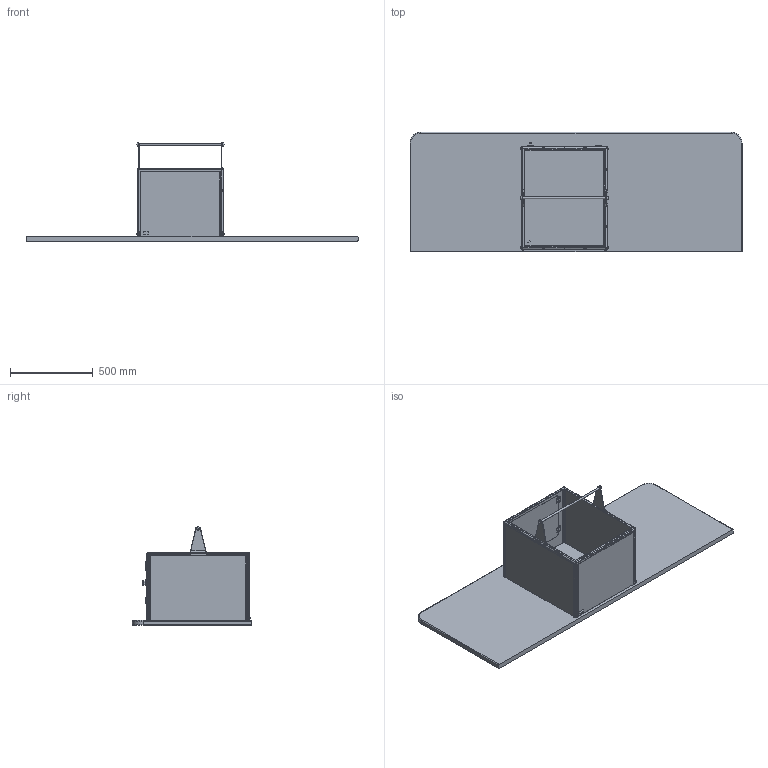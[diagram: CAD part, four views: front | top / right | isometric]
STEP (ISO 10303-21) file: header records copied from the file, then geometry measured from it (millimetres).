
FILE_DESCRIPTION(/* description */ (''),/* implementation_level */ '2;1');
FILE_NAME(/* name */ 'Umhausung_Prusa v30.step',/* time_stamp */ '2020-10-25T18:07:39+01:00',/* author */ (''),/* organization */ (''),/* preprocessor_version */ 'ST-DEVELOPER v18.1',/* originating_system */ 'Autodesk Translation Framework v9.3.0.1241',/* authorisation */ '');
FILE_SCHEMA (('AUTOMOTIVE_DESIGN { 1 0 10303 214 3 1 1 }'));
Length unit declared in the file: millimetre
Products named in the file (1): Umhausung_Prusa
Bounding box: 2000 x 720 x 593.3 mm (x, y, z)
Volume: 46577810.1 mm3; surface area: 5327678 mm2
Topology: 39 solids, 39 shells, 1178 faces, 2989 edges, 1874 vertices
Faces by surface type: plane 486, cylinder 430, bspline 166, torus 76, sphere 14, cone 6
Full cylindrical faces by diameter (mm): 2.4 x1, 2.6 x10, 2.8 x12, 2.9 x12, 3 x12, 3.1 x8, 3.4 x4, 3.5 x12, 6.033 x3, 7 x4, 7.6 x4, 10 x2, 10.5 x1, 12 x1, 12.05 x2, 20 x2
Entity records: 41819 total; most frequent: CARTESIAN_POINT 13366, ORIENTED_EDGE 5942, DIRECTION 5809, EDGE_CURVE 2971, AXIS2_PLACEMENT_3D 2132, VERTEX_POINT 1874, LINE 1545, VECTOR 1545
